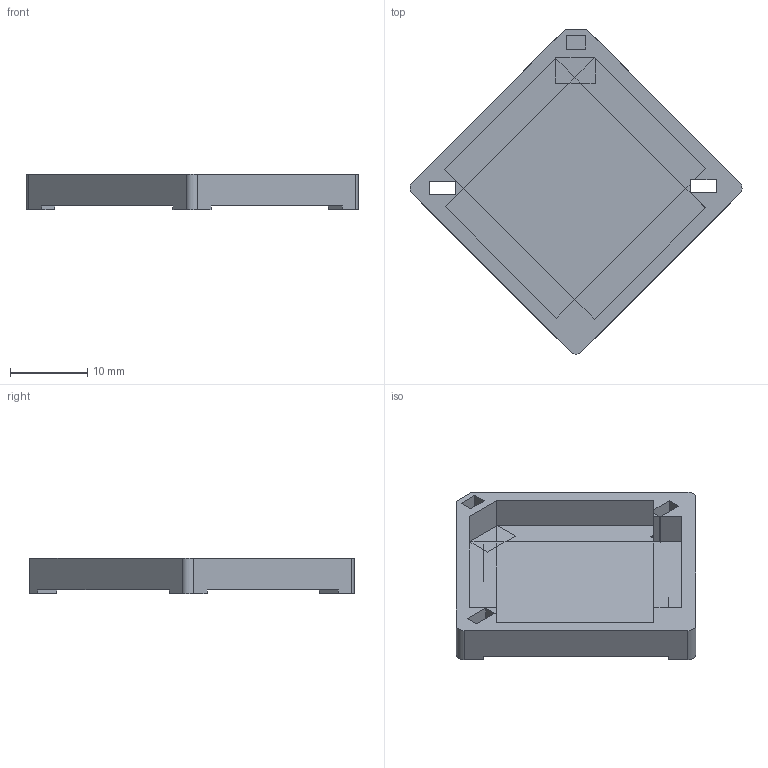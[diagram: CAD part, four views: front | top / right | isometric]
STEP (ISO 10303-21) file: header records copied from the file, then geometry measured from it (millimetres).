
FILE_DESCRIPTION(('FreeCAD Model'),'2;1');
FILE_NAME('Open CASCADE Shape Model','2022-02-05T14:12:11',('Doomn00b'), (''),'Open CASCADE STEP processor 7.5','FreeCAD','Unknown');
FILE_SCHEMA(('AUTOMOTIVE_DESIGN { 1 0 10303 214 1 1 1 1 }'));
Length unit declared in the file: millimetre
Products named in the file (1): Fillet002
Bounding box: 42.93 x 41.94 x 4.6 mm (x, y, z)
Volume: 1053.1 mm3; surface area: 2936.2 mm2
Topology: 1 solids, 1 shells, 65 faces, 178 edges, 114 vertices
Faces by surface type: plane 62, cylinder 3
Entity records: 2036 total; most frequent: CARTESIAN_POINT 358, ORIENTED_EDGE 356, DIRECTION 316, EDGE_CURVE 178, LINE 172, VECTOR 172, VERTEX_POINT 114, AXIS2_PLACEMENT_3D 72
